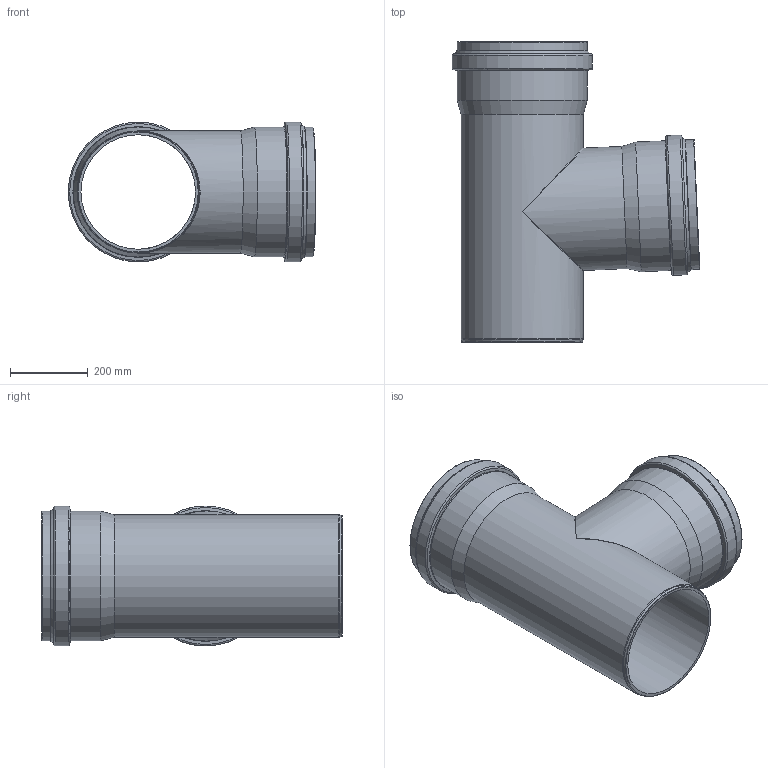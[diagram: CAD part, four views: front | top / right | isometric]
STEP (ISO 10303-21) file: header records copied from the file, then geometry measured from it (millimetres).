
FILE_DESCRIPTION(/* description */ (''),/* implementation_level */ '2;1');
FILE_NAME(/* name */ '774880z.stp',/* time_stamp */ '2025-12-10T13:05:16+01:00',/* author */ ('corinna'),/* organization */ (''),/* preprocessor_version */ 'ST-DEVELOPER v20',/* originating_system */ 'Autodesk Inventor 2024',/* authorisation */ '');
FILE_SCHEMA (('AUTOMOTIVE_DESIGN { 1 0 10303 214 3 1 1 }'));
Length unit declared in the file: millimetre
Products named in the file (1): 774880z
Bounding box: 638.05 x 775 x 360.8 mm (x, y, z)
Volume: 10187455.2 mm3; surface area: 2139091.6 mm2
Topology: 1 solids, 1 shells, 76 faces, 214 edges, 137 vertices
Faces by surface type: torus 30, cone 21, cylinder 18, plane 5, bspline 2
Full cylindrical faces by diameter (mm): 295.3 x2, 315.3 x2, 317.1 x2, 317.5 x4, 334.7 x2, 335.1 x2, 343.2 x2, 360.8 x2
Entity records: 2764 total; most frequent: CARTESIAN_POINT 612, DIRECTION 529, ORIENTED_EDGE 420, AXIS2_PLACEMENT_3D 244, EDGE_CURVE 210, CIRCLE 158, VERTEX_POINT 137, EDGE_LOOP 81
